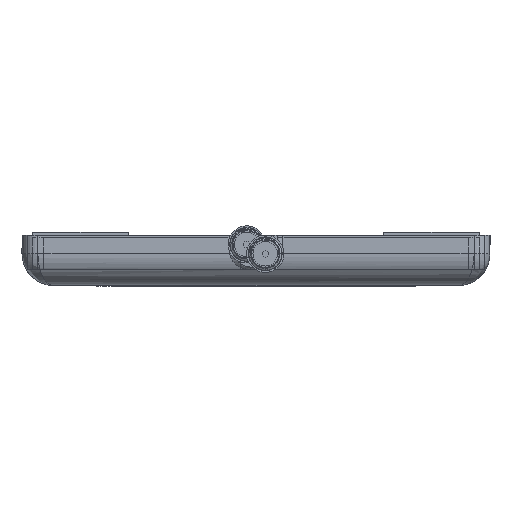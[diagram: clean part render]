
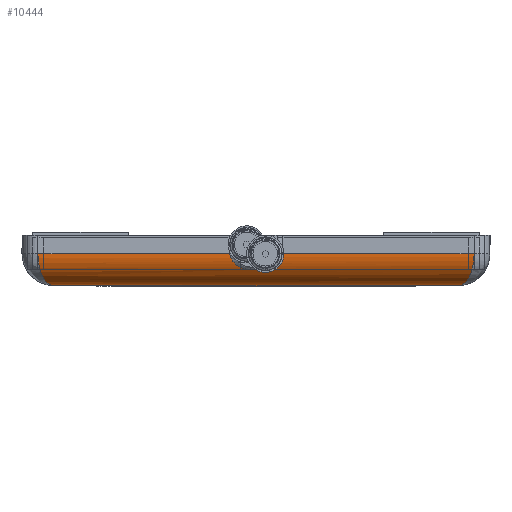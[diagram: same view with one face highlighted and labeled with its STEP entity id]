
A CAD part, front view. The second image highlights one B-rep face of the part: STEP entity #10444.
In plain terms, the highlighted cylindrical face has radius 6 mm (diameter 12 mm), a partial arc.
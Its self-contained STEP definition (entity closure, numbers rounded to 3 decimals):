
#144 = VECTOR ( 'NONE', #1790, 1000. ) ;
#251 = LINE ( 'NONE', #5899, #9599 ) ;
#505 = CARTESIAN_POINT ( 'NONE',  ( 700., 3.728, -48.935 ) ) ;
#569 = CARTESIAN_POINT ( 'NONE',  ( 699.383, 6.153, -46.769 ) ) ;
#607 = EDGE_CURVE ( 'NONE', #7765, #10405, #10417, .T. ) ;
#951 = EDGE_CURVE ( 'NONE', #5886, #11292, #959, .T. ) ;
#959 = B_SPLINE_CURVE_WITH_KNOTS ( 'NONE', 3,
 ( #13739, #12542, #11524, #2673, #6072, #6943, #569, #13878, #12384, #4752, #9170, #11311, #1391, #10198, #10418, #4687, #505, #13578 ),
 .UNSPECIFIED., .F., .F.,
 ( 4, 2, 2, 2, 2, 2, 2, 2, 4 ),
 ( 0., 0.001, 0.001, 0.002, 0.003, 0.003, 0.004, 0.005, 0.005 ),
 .UNSPECIFIED. ) ;
#1391 = CARTESIAN_POINT ( 'NONE',  ( 699.825, 4.952, -48.354 ) ) ;
#1426 = DIRECTION ( 'NONE',  ( 0., 0., 1. ) ) ;
#1628 = AXIS2_PLACEMENT_3D ( 'NONE', #6134, #5993, #5033 ) ;
#1631 = CARTESIAN_POINT ( 'NONE',  ( 699.987, 3.948, -39.124 ) ) ;
#1695 = CARTESIAN_POINT ( 'NONE',  ( 699.628, 5.585, -40.27 ) ) ;
#1711 = EDGE_CURVE ( 'NONE', #7989, #10405, #3940, .T. ) ;
#1742 = FACE_OUTER_BOUND ( 'NONE', #3764, .T. ) ;
#1790 = DIRECTION ( 'NONE',  ( 0., 0., 1. ) ) ;
#1989 = CARTESIAN_POINT ( 'NONE',  ( 700., 3.5, 0. ) ) ;
#2309 = CARTESIAN_POINT ( 'NONE',  ( 700., 3.5, -85. ) ) ;
#2400 = CARTESIAN_POINT ( 'NONE',  ( 694., 9.5, -82. ) ) ;
#2673 = CARTESIAN_POINT ( 'NONE',  ( 699.243, 6.417, -45.905 ) ) ;
#2688 = CARTESIAN_POINT ( 'NONE',  ( 700., 3.5, -39.031 ) ) ;
#2711 = CARTESIAN_POINT ( 'NONE',  ( 694., 9.5, -6. ) ) ;
#2864 = ORIENTED_EDGE ( 'NONE', *, *, #8890, .T. ) ;
#3614 = CARTESIAN_POINT ( 'NONE',  ( 700., 3.5, -39.031 ) ) ;
#3711 = CARTESIAN_POINT ( 'NONE',  ( 700., 3.5, 0. ) ) ;
#3764 = EDGE_LOOP ( 'NONE', ( #10632, #9203, #8325, #8815, #6964, #2864, #4656, #8925 ) ) ;
#3829 = CARTESIAN_POINT ( 'NONE',  ( 699.906, 4.573, -39.395 ) ) ;
#3893 = CARTESIAN_POINT ( 'NONE',  ( 699.476, 5.955, -40.823 ) ) ;
#3916 = LINE ( 'NONE', #1989, #144 ) ;
#3940 = LINE ( 'NONE', #10709, #14012 ) ;
#4401 = CARTESIAN_POINT ( 'NONE',  ( 697.515, 9.5, -83.757 ) ) ;
#4656 = ORIENTED_EDGE ( 'NONE', *, *, #11544, .F. ) ;
#4675 = EDGE_CURVE ( 'NONE', #5701, #13467, #6309, .T. ) ;
#4687 = CARTESIAN_POINT ( 'NONE',  ( 699.987, 3.951, -48.875 ) ) ;
#4752 = CARTESIAN_POINT ( 'NONE',  ( 699.627, 5.587, -47.728 ) ) ;
#4915 = CARTESIAN_POINT ( 'NONE',  ( 699.941, 4.369, -39.288 ) ) ;
#5033 = DIRECTION ( 'NONE',  ( -1., 0., 0. ) ) ;
#5046 = CARTESIAN_POINT ( 'NONE',  ( 700., 3.5, -3. ) ) ;
#5057 = CARTESIAN_POINT ( 'NONE',  ( 699.383, 6.152, -41.228 ) ) ;
#5701 = VERTEX_POINT ( 'NONE', #3614 ) ;
#5872 = CARTESIAN_POINT ( 'NONE',  ( 699.779, 5.121, -39.784 ) ) ;
#5886 = VERTEX_POINT ( 'NONE', #11229 ) ;
#5899 = CARTESIAN_POINT ( 'NONE',  ( 699.196, 6.5, 0. ) ) ;
#5980 = CARTESIAN_POINT ( 'NONE',  ( 700., 3.5, -48.969 ) ) ;
#5993 = DIRECTION ( 'NONE',  ( 0., 0., -1. ) ) ;
#6072 = CARTESIAN_POINT ( 'NONE',  ( 699.271, 6.367, -46.128 ) ) ;
#6087 = CARTESIAN_POINT ( 'NONE',  ( 699.526, 5.842, -40.632 ) ) ;
#6134 = CARTESIAN_POINT ( 'NONE',  ( 694., 3.5, 0. ) ) ;
#6309 = B_SPLINE_CURVE_WITH_KNOTS ( 'NONE', 3,
 ( #2688, #7094, #1631, #4915, #3829, #11404, #5872, #8240, #1695, #6087, #3893, #5057, #8520, #8590, #9473, #7371, #12912, #13963 ),
 .UNSPECIFIED., .F., .F.,
 ( 4, 2, 2, 2, 2, 2, 2, 2, 4 ),
 ( 0., 0.001, 0.001, 0.002, 0.003, 0.003, 0.004, 0.005, 0.005 ),
 .UNSPECIFIED. ) ;
#6403 = EDGE_CURVE ( 'NONE', #13467, #5886, #251, .T. ) ;
#6943 = CARTESIAN_POINT ( 'NONE',  ( 699.341, 6.234, -46.561 ) ) ;
#6964 = ORIENTED_EDGE ( 'NONE', *, *, #1711, .F. ) ;
#7007 = CYLINDRICAL_SURFACE ( 'NONE', #1628, 6. ) ;
#7094 = CARTESIAN_POINT ( 'NONE',  ( 700., 3.729, -39.065 ) ) ;
#7331 = EDGE_CURVE ( 'NONE', #7765, #11292, #3916, .T. ) ;
#7371 = CARTESIAN_POINT ( 'NONE',  ( 699.206, 6.483, -42.539 ) ) ;
#7627 = VECTOR ( 'NONE', #1426, 1000. ) ;
#7765 = VERTEX_POINT ( 'NONE', #2309 ) ;
#7796 = CARTESIAN_POINT ( 'NONE',  ( 700., 3.5, -3. ) ) ;
#7989 = VERTEX_POINT ( 'NONE', #2711 ) ;
#8218 = CARTESIAN_POINT ( 'NONE',  ( 694., 9.5, -82. ) ) ;
#8228 = CARTESIAN_POINT ( 'NONE',  ( 697.515, 9.5, -4.243 ) ) ;
#8240 = CARTESIAN_POINT ( 'NONE',  ( 699.68, 5.44, -40.098 ) ) ;
#8274 =( BOUNDED_CURVE ( )  B_SPLINE_CURVE ( 3, ( #10714, #8228, #9463, #5046 ),
 .UNSPECIFIED., .F., .T. ) 
 B_SPLINE_CURVE_WITH_KNOTS ( ( 4, 4 ),
 ( 1.571, 3.142 ),
 .UNSPECIFIED. ) 
 CURVE ( )  GEOMETRIC_REPRESENTATION_ITEM ( )  RATIONAL_B_SPLINE_CURVE ( ( 1., 0.805, 0.805, 1. ) ) 
 REPRESENTATION_ITEM ( '' )  );
#8325 = ORIENTED_EDGE ( 'NONE', *, *, #7331, .F. ) ;
#8520 = CARTESIAN_POINT ( 'NONE',  ( 699.342, 6.234, -41.438 ) ) ;
#8590 = CARTESIAN_POINT ( 'NONE',  ( 699.272, 6.365, -41.867 ) ) ;
#8815 = ORIENTED_EDGE ( 'NONE', *, *, #607, .T. ) ;
#8890 = EDGE_CURVE ( 'NONE', #7989, #12861, #8274, .T. ) ;
#8925 = ORIENTED_EDGE ( 'NONE', *, *, #4675, .T. ) ;
#9170 = CARTESIAN_POINT ( 'NONE',  ( 699.679, 5.444, -47.898 ) ) ;
#9203 = ORIENTED_EDGE ( 'NONE', *, *, #951, .T. ) ;
#9416 = LINE ( 'NONE', #3711, #7627 ) ;
#9463 = CARTESIAN_POINT ( 'NONE',  ( 700., 7.015, -3. ) ) ;
#9473 = CARTESIAN_POINT ( 'NONE',  ( 699.244, 6.415, -42.087 ) ) ;
#9599 = VECTOR ( 'NONE', #10245, 1000. ) ;
#9927 = CARTESIAN_POINT ( 'NONE',  ( 700., 7.015, -85. ) ) ;
#10183 = CARTESIAN_POINT ( 'NONE',  ( 699.196, 6.5, -43. ) ) ;
#10198 = CARTESIAN_POINT ( 'NONE',  ( 699.905, 4.578, -48.602 ) ) ;
#10245 = DIRECTION ( 'NONE',  ( 0., 0., -1. ) ) ;
#10405 = VERTEX_POINT ( 'NONE', #8218 ) ;
#10417 =( BOUNDED_CURVE ( )  B_SPLINE_CURVE ( 3, ( #11250, #9927, #4401, #2400 ),
 .UNSPECIFIED., .F., .T. ) 
 B_SPLINE_CURVE_WITH_KNOTS ( ( 4, 4 ),
 ( 3.142, 4.712 ),
 .UNSPECIFIED. ) 
 CURVE ( )  GEOMETRIC_REPRESENTATION_ITEM ( )  RATIONAL_B_SPLINE_CURVE ( ( 1., 0.805, 0.805, 1. ) ) 
 REPRESENTATION_ITEM ( '' )  );
#10418 = CARTESIAN_POINT ( 'NONE',  ( 699.939, 4.378, -48.708 ) ) ;
#10444 = ADVANCED_FACE ( 'NONE', ( #1742 ), #7007, .T. ) ;
#10632 = ORIENTED_EDGE ( 'NONE', *, *, #6403, .T. ) ;
#10709 = CARTESIAN_POINT ( 'NONE',  ( 694., 9.5, 0. ) ) ;
#10714 = CARTESIAN_POINT ( 'NONE',  ( 694., 9.5, -6. ) ) ;
#11229 = CARTESIAN_POINT ( 'NONE',  ( 699.196, 6.5, -45. ) ) ;
#11250 = CARTESIAN_POINT ( 'NONE',  ( 700., 3.5, -85. ) ) ;
#11292 = VERTEX_POINT ( 'NONE', #5980 ) ;
#11311 = CARTESIAN_POINT ( 'NONE',  ( 699.777, 5.127, -48.21 ) ) ;
#11404 = CARTESIAN_POINT ( 'NONE',  ( 699.826, 4.948, -39.643 ) ) ;
#11524 = CARTESIAN_POINT ( 'NONE',  ( 699.206, 6.483, -45.457 ) ) ;
#11544 = EDGE_CURVE ( 'NONE', #5701, #12861, #9416, .T. ) ;
#12384 = CARTESIAN_POINT ( 'NONE',  ( 699.525, 5.844, -47.366 ) ) ;
#12542 = CARTESIAN_POINT ( 'NONE',  ( 699.196, 6.5, -45.23 ) ) ;
#12861 = VERTEX_POINT ( 'NONE', #7796 ) ;
#12912 = CARTESIAN_POINT ( 'NONE',  ( 699.196, 6.5, -42.77 ) ) ;
#13038 = DIRECTION ( 'NONE',  ( 0., 0., -1. ) ) ;
#13467 = VERTEX_POINT ( 'NONE', #10183 ) ;
#13578 = CARTESIAN_POINT ( 'NONE',  ( 700., 3.5, -48.969 ) ) ;
#13739 = CARTESIAN_POINT ( 'NONE',  ( 699.196, 6.5, -45. ) ) ;
#13878 = CARTESIAN_POINT ( 'NONE',  ( 699.475, 5.958, -47.171 ) ) ;
#13963 = CARTESIAN_POINT ( 'NONE',  ( 699.196, 6.5, -43. ) ) ;
#14012 = VECTOR ( 'NONE', #13038, 1000. ) ;
